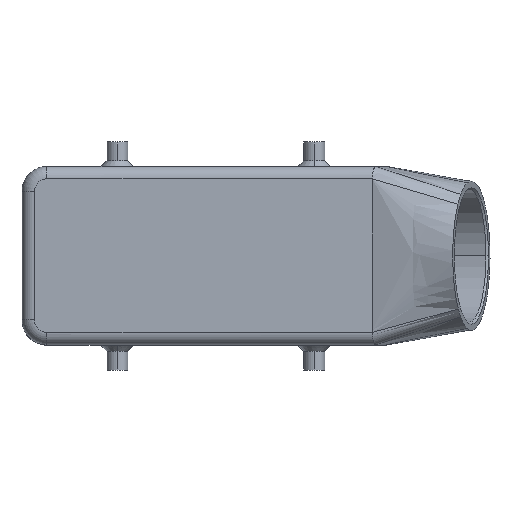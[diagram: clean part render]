
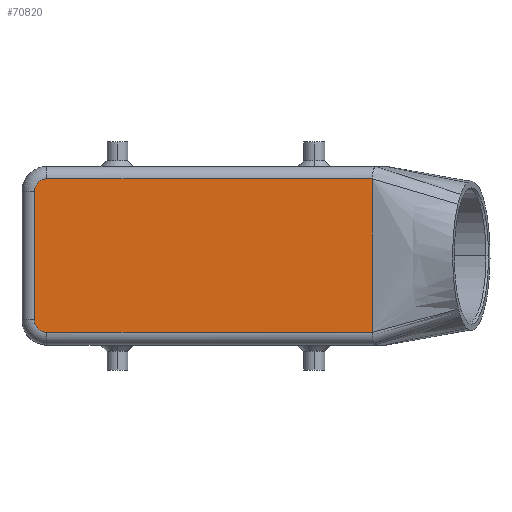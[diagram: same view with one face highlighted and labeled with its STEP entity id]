
A CAD part, top view. The second image highlights one B-rep face of the part: STEP entity #70820.
In plain terms, the highlighted planar face has unit normal (0, 0, 1).
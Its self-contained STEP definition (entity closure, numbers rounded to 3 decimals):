
#41230=CARTESIAN_POINT('',(37.75,18.5,63.));
#41240=VERTEX_POINT('',#41230);
#41290=CARTESIAN_POINT('',(-40.75,18.5,63.));
#41300=DIRECTION('',(1.,0.,0.));
#41310=VECTOR('',#41300,78.5);
#41320=LINE('',#41290,#41310);
#41330=CARTESIAN_POINT('',(-40.75,18.5,63.));
#41340=VERTEX_POINT('',#41330);
#41350=EDGE_CURVE('',#41340,#41240,#41320,.T.);
#41850=CARTESIAN_POINT('',(-43.75,15.5,63.));
#41860=VERTEX_POINT('',#41850);
#41890=CARTESIAN_POINT('',(-43.75,-15.5,63.));
#41900=DIRECTION('',(0.,1.,0.));
#41910=VECTOR('',#41900,31.);
#41920=LINE('',#41890,#41910);
#41930=CARTESIAN_POINT('',(-43.75,-15.5,63.));
#41940=VERTEX_POINT('',#41930);
#41950=EDGE_CURVE('',#41940,#41860,#41920,.T.);
#42190=CARTESIAN_POINT('',(37.75,-18.5,63.));
#42200=DIRECTION('',(-1.,0.,0.));
#42210=VECTOR('',#42200,78.5);
#42220=LINE('',#42190,#42210);
#42230=CARTESIAN_POINT('',(37.75,-18.5,63.));
#42240=VERTEX_POINT('',#42230);
#42250=CARTESIAN_POINT('',(-40.75,-18.5,63.));
#42260=VERTEX_POINT('',#42250);
#42270=EDGE_CURVE('',#42240,#42260,#42220,.T.);
#63380=CARTESIAN_POINT('',(37.75,-18.5,63.));
#63390=DIRECTION('',(0.,1.,0.));
#63400=VECTOR('',#63390,0.503);
#63410=LINE('',#63380,#63400);
#63420=CARTESIAN_POINT('',(37.75,-17.997,63.));
#63430=VERTEX_POINT('',#63420);
#63440=EDGE_CURVE('',#42240,#63430,#63410,.T.);
#63460=CARTESIAN_POINT('',(37.75,-17.997,63.));
#63470=DIRECTION('',(0.,1.,0.));
#63480=VECTOR('',#63470,36.497);
#63490=LINE('',#63460,#63480);
#63500=EDGE_CURVE('',#63430,#41240,#63490,.T.);
#69410=CARTESIAN_POINT('',(-40.75,-15.5,63.));
#69420=DIRECTION('',(0.,0.,-1.));
#69430=DIRECTION('',(-0.707,-0.707,
0.));
#69440=AXIS2_PLACEMENT_3D('',#69410,#69420,#69430);
#69450=CIRCLE('',#69440,3.);
#69460=EDGE_CURVE('',#42260,#41940,#69450,.T.);
#70090=CARTESIAN_POINT('',(-40.75,15.5,63.));
#70100=DIRECTION('',(0.,0.,-1.));
#70110=DIRECTION('',(-0.707,0.707,
0.));
#70120=AXIS2_PLACEMENT_3D('',#70090,#70100,#70110);
#70130=CIRCLE('',#70120,3.);
#70140=EDGE_CURVE('',#41860,#41340,#70130,.T.);
#70680=CARTESIAN_POINT('',(37.75,0.,63.));
#70690=DIRECTION('',(0.,0.,1.));
#70700=DIRECTION('',(1.,0.,0.));
#70710=AXIS2_PLACEMENT_3D('',#70680,#70690,#70700);
#70720=PLANE('',#70710);
#70730=ORIENTED_EDGE('',*,*,#63500,.T.);
#70740=ORIENTED_EDGE('',*,*,#63440,.T.);
#70750=ORIENTED_EDGE('',*,*,#42270,.F.);
#70760=ORIENTED_EDGE('',*,*,#69460,.F.);
#70770=ORIENTED_EDGE('',*,*,#41950,.F.);
#70780=ORIENTED_EDGE('',*,*,#70140,.F.);
#70790=ORIENTED_EDGE('',*,*,#41350,.F.);
#70800=EDGE_LOOP('',(#70790,#70780,#70770,#70760,#70750,#70740,#70730));
#70810=FACE_OUTER_BOUND('',#70800,.T.);
#70820=ADVANCED_FACE('',(#70810),#70720,.T.);
